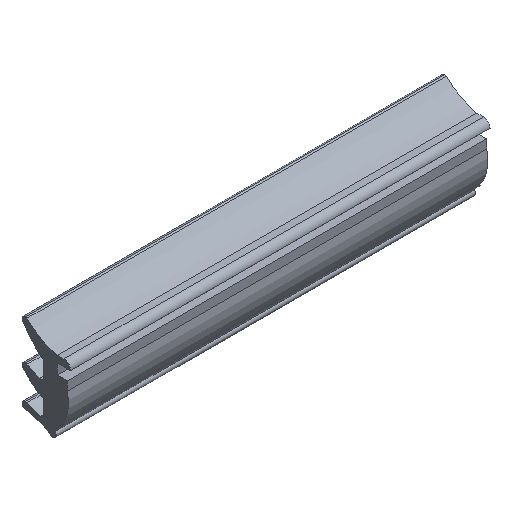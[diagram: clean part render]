
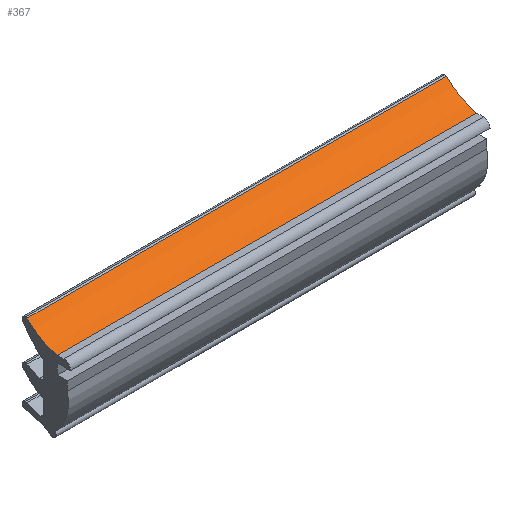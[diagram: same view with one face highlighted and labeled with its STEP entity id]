
A CAD part, isometric view. The second image highlights one B-rep face of the part: STEP entity #367.
In plain terms, the highlighted cylindrical face has radius 14.915 mm (diameter 29.829 mm), a partial arc.
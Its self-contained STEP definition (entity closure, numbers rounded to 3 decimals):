
#28 = CARTESIAN_POINT ( 'NONE',  ( 50., 6.14, 20.722 ) ) ;
#69 = DIRECTION ( 'NONE',  ( -1., 0., 0. ) ) ;
#72 = DIRECTION ( 'NONE',  ( 0., 0., -1. ) ) ;
#80 = CARTESIAN_POINT ( 'NONE',  ( -50., 6.14, 20.722 ) ) ;
#100 = CARTESIAN_POINT ( 'NONE',  ( 50., -4.433, 31.242 ) ) ;
#110 = CARTESIAN_POINT ( 'NONE',  ( 50., -1.084, 16.708 ) ) ;
#135 = DIRECTION ( 'NONE',  ( -1., 0., 0. ) ) ;
#161 = DIRECTION ( 'NONE',  ( -1., 0., 0. ) ) ;
#188 = CARTESIAN_POINT ( 'NONE',  ( 50., -1.084, 16.708 ) ) ;
#189 = CARTESIAN_POINT ( 'NONE',  ( -50., -4.433, 31.242 ) ) ;
#198 = CARTESIAN_POINT ( 'NONE',  ( -50., -1.084, 16.708 ) ) ;
#214 = DIRECTION ( 'NONE',  ( -1., 0., 0. ) ) ;
#245 = CARTESIAN_POINT ( 'NONE',  ( 50., 6.14, 20.722 ) ) ;
#251 = DIRECTION ( 'NONE',  ( 0., 0., -1. ) ) ;
#334 = AXIS2_PLACEMENT_3D ( 'NONE', #189, #161, #251 ) ;
#362 = AXIS2_PLACEMENT_3D ( 'NONE', #100, #214, #72 ) ;
#367 = ADVANCED_FACE ( 'NONE', ( #869 ), #901, .F. ) ;
#403 = EDGE_CURVE ( 'NONE', #604, #778, #681, .T. ) ;
#404 = EDGE_CURVE ( 'NONE', #868, #778, #678, .T. ) ;
#461 = EDGE_CURVE ( 'NONE', #629, #604, #866, .T. ) ;
#466 = AXIS2_PLACEMENT_3D ( 'NONE', #974, #989, #1003 ) ;
#476 = EDGE_CURVE ( 'NONE', #629, #868, #926, .T. ) ;
#503 = ORIENTED_EDGE ( 'NONE', *, *, #476, .F. ) ;
#582 = ORIENTED_EDGE ( 'NONE', *, *, #461, .T. ) ;
#601 = ORIENTED_EDGE ( 'NONE', *, *, #403, .T. ) ;
#604 = VERTEX_POINT ( 'NONE', #80 ) ;
#629 = VERTEX_POINT ( 'NONE', #28 ) ;
#658 = ORIENTED_EDGE ( 'NONE', *, *, #404, .F. ) ;
#678 = LINE ( 'NONE', #188, #693 ) ;
#681 = CIRCLE ( 'NONE', #334, 14.915 ) ;
#693 = VECTOR ( 'NONE', #135, 1000. ) ;
#773 = EDGE_LOOP ( 'NONE', ( #601, #658, #503, #582 ) ) ;
#778 = VERTEX_POINT ( 'NONE', #198 ) ;
#866 = LINE ( 'NONE', #245, #904 ) ;
#868 = VERTEX_POINT ( 'NONE', #110 ) ;
#869 = FACE_OUTER_BOUND ( 'NONE', #773, .T. ) ;
#901 = CYLINDRICAL_SURFACE ( 'NONE', #466, 14.915 ) ;
#904 = VECTOR ( 'NONE', #69, 1000. ) ;
#926 = CIRCLE ( 'NONE', #362, 14.915 ) ;
#974 = CARTESIAN_POINT ( 'NONE',  ( 50., -4.433, 31.242 ) ) ;
#989 = DIRECTION ( 'NONE',  ( -1., 0., 0. ) ) ;
#1003 = DIRECTION ( 'NONE',  ( 0., 0., 1. ) ) ;
